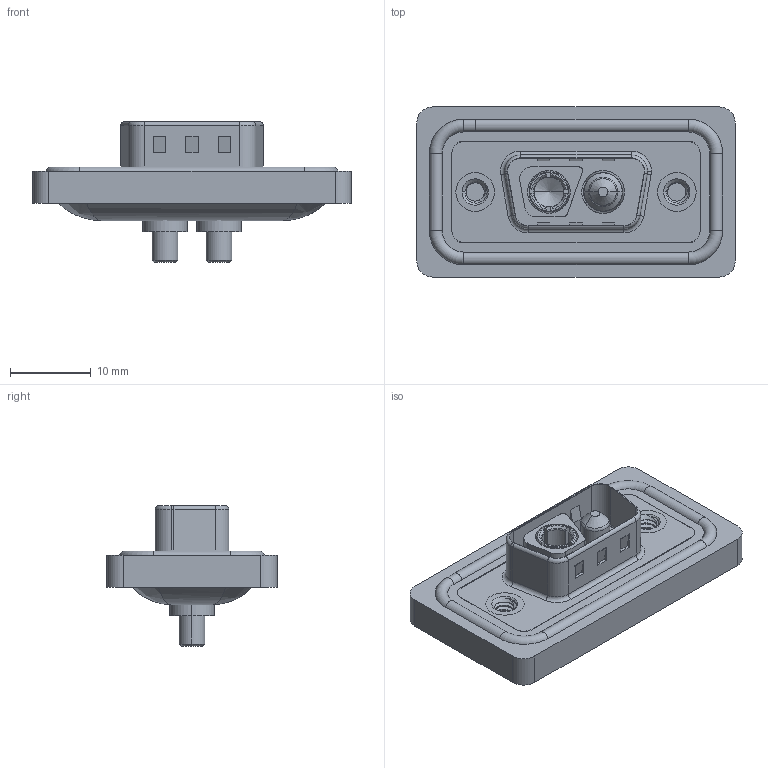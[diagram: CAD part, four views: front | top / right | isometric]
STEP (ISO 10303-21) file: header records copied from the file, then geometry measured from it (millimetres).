
FILE_DESCRIPTION (( 'STEP AP203' ), '1' );
FILE_NAME ('627W2WK2324-3N2.STEP', '2024-03-19T17:08:07', ( '' ), ( '' ), 'SwSTEP 2.0', 'SolidWorks 2023', '' );
FILE_SCHEMA (( 'CONFIG_CONTROL_DESIGN' ));
Length unit declared in the file: millimetre
Products named in the file (8): 627W2WK2324-3N2; Power Socket_30A S; 627Combo Housing_2WK2; 627Combo Threaded Rivet_2; 627Combo Waterproof Housing_09 Contacts; 627Combo Shell Rear_09 Contacts; 627Combo Shell Front_09 Contacts; Power Pin_30A S
Assembly tree (8 placements, depth 2):
  627W2WK2324-3N2
    627Combo Housing_2WK2
    627Combo Waterproof Housing_09 Contacts
    627Combo Shell Rear_09 Contacts
    627Combo Shell Front_09 Contacts
    627Combo Threaded Rivet_2  x2
    Power Socket_30A S
    Power Pin_30A S
Bounding box: 39.5 x 21.1 x 17.4 mm (x, y, z)
Volume: 4568.4 mm3; surface area: 7351.5 mm2
Topology: 11 solids, 11 shells, 534 faces, 1326 edges, 832 vertices
Faces by surface type: cylinder 227, plane 189, torus 70, cone 36, bspline 12
Entity records: 17640 total; most frequent: CARTESIAN_POINT 4672, DIRECTION 2650, ORIENTED_EDGE 2470, EDGE_CURVE 1235, AXIS2_PLACEMENT_3D 1019, VERTEX_POINT 780, LINE 612, VECTOR 612
